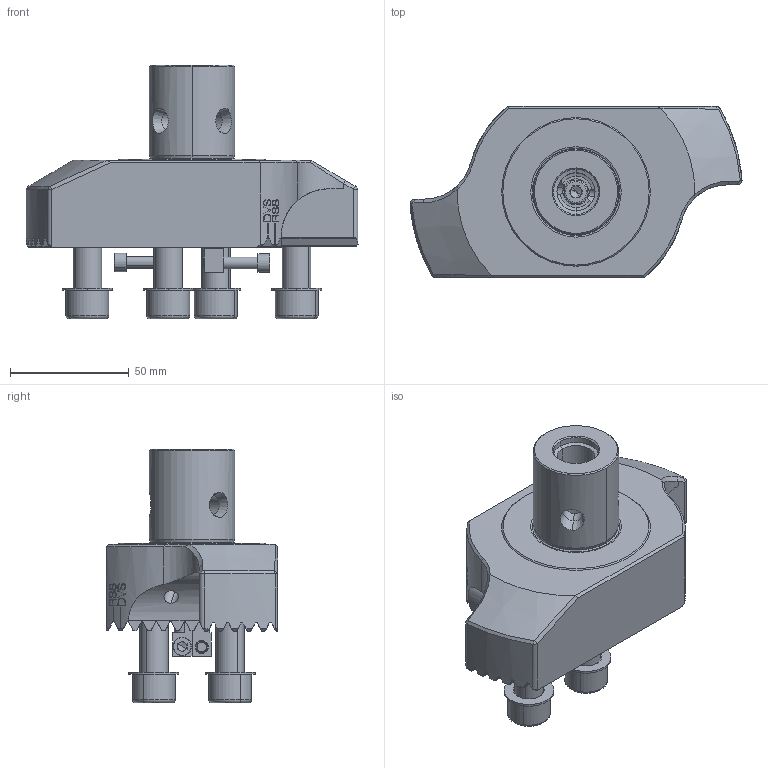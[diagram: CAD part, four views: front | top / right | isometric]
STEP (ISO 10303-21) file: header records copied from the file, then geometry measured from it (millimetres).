
FILE_DESCRIPTION(('no description'),'unknown implementation level');
FILE_NAME('5ADDB695-DB16-4AA9-A3C3-2894F20F9ADC_export.stp',' ',('CIMSOURCE GmbH'),('CADClick - KiM GmbH - www.kimweb.de'),'unknown preprocess','ACIS','unknown authorization');
FILE_SCHEMA(('automotive_design'));
Length unit declared in the file: millimetre
Products named in the file (13): 319.607N Kaiser Ausdrehkopf SW148-176(203)xCKN6 AL|690.108 Kaiser ETL M6x20;Hex; 319.607N Kaiser Ausdrehkopf SW148-176(203)xCKN6 AL|690.970 Kaiser ETL M12x40_DIN 912 M12 x 20 --- 20C;Hex; 319.607N Kaiser Ausdrehkopf SW148-176(203)xCKN6 AL|693.187 Kaiser ETL �13_21L_eingebaut;Rotation1; 319.607N Kaiser Ausdrehkopf SW148-176(203)xCKN6 AL|690.197 Kaiser ETL M5x0.5x23 spez;Verrundung1; 319.607N Kaiser Ausdrehkopf SW148-176(203)xCKN6 AL|319.750 Kaiser ETL SW98;Fase5; 319.607N Kaiser Ausdrehkopf SW148-176(203)xCKN6 AL|319.637N Kaiser Werkzeugk�rper SW148xCKN6 AL;RSS2
Bounding box: 139.63 x 72 x 106.7 mm (x, y, z)
Volume: 301240.1 mm3; surface area: 63597.8 mm2
Topology: 13 solids, 13 shells, 802 faces, 2062 edges, 1302 vertices
Faces by surface type: plane 294, cylinder 224, bspline 146, cone 106, torus 32
Entity records: 61437 total; most frequent: CARTESIAN_POINT 19641, STYLED_ITEM 4155, PRESENTATION_STYLE_ASSIGNMENT 4155, COLOUR_RGB 4155, ORIENTED_EDGE 4076, DIRECTION 3460, EDGE_CURVE 2038, CURVE_STYLE 2038
